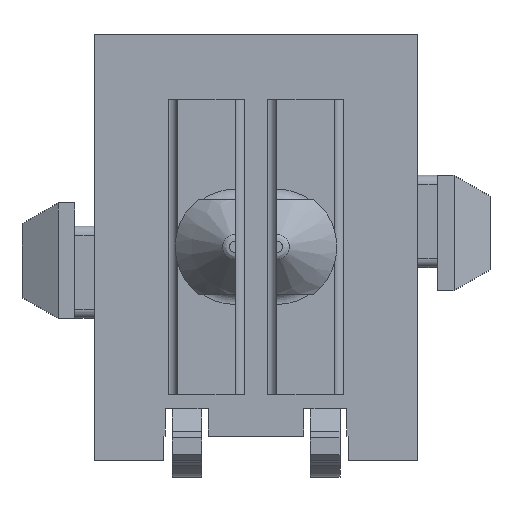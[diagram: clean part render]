
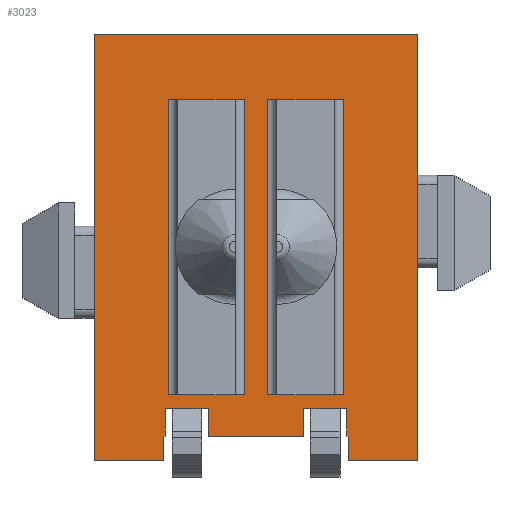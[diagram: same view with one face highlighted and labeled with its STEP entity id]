
A CAD part, front view. The second image highlights one B-rep face of the part: STEP entity #3023.
In plain terms, the highlighted planar face has unit normal (0, -1, 0).
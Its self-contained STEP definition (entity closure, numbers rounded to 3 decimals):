
#76=DIRECTION('',(0.,0.,-1.));
#77=VECTOR('',#76,9.24);
#78=CARTESIAN_POINT('',(-3.5,-1.93,0.));
#79=LINE('',#78,#77);
#409=DIRECTION('',(1.,0.,0.));
#410=VECTOR('',#409,1.65);
#411=CARTESIAN_POINT('',(-1.9,-1.93,-7.8));
#412=LINE('',#411,#410);
#413=DIRECTION('',(0.,0.,1.));
#414=VECTOR('',#413,6.4);
#415=CARTESIAN_POINT('',(-0.25,-1.93,-7.8));
#416=LINE('',#415,#414);
#417=DIRECTION('',(1.,0.,0.));
#418=VECTOR('',#417,1.65);
#419=CARTESIAN_POINT('',(-1.9,-1.93,-1.4));
#420=LINE('',#419,#418);
#421=DIRECTION('',(0.,0.,1.));
#422=VECTOR('',#421,6.4);
#423=CARTESIAN_POINT('',(-1.9,-1.93,-7.8));
#424=LINE('',#423,#422);
#425=DIRECTION('',(1.,0.,0.));
#426=VECTOR('',#425,1.65);
#427=CARTESIAN_POINT('',(0.25,-1.93,-7.8));
#428=LINE('',#427,#426);
#429=DIRECTION('',(0.,0.,1.));
#430=VECTOR('',#429,6.4);
#431=CARTESIAN_POINT('',(1.9,-1.93,-7.8));
#432=LINE('',#431,#430);
#433=DIRECTION('',(1.,0.,0.));
#434=VECTOR('',#433,1.65);
#435=CARTESIAN_POINT('',(0.25,-1.93,-1.4));
#436=LINE('',#435,#434);
#437=DIRECTION('',(0.,0.,1.));
#438=VECTOR('',#437,6.4);
#439=CARTESIAN_POINT('',(0.25,-1.93,-7.8));
#440=LINE('',#439,#438);
#441=DIRECTION('',(0.,0.,1.));
#442=VECTOR('',#441,0.59);
#443=CARTESIAN_POINT('',(-1.965,-1.93,-8.7));
#444=LINE('',#443,#442);
#445=DIRECTION('',(1.,0.,0.));
#446=VECTOR('',#445,0.039);
#447=CARTESIAN_POINT('',(-2.004,-1.93,-8.7));
#448=LINE('',#447,#446);
#449=DIRECTION('',(0.,0.,1.));
#450=VECTOR('',#449,0.54);
#451=CARTESIAN_POINT('',(-2.004,-1.93,-9.24));
#452=LINE('',#451,#450);
#453=DIRECTION('',(1.,0.,0.));
#454=VECTOR('',#453,7.);
#455=CARTESIAN_POINT('',(-3.5,-1.93,0.));
#456=LINE('',#455,#454);
#457=DIRECTION('',(0.,0.,1.));
#458=VECTOR('',#457,0.54);
#459=CARTESIAN_POINT('',(2.004,-1.93,-9.24));
#460=LINE('',#459,#458);
#461=DIRECTION('',(1.,0.,0.));
#462=VECTOR('',#461,0.039);
#463=CARTESIAN_POINT('',(1.965,-1.93,-8.7));
#464=LINE('',#463,#462);
#465=DIRECTION('',(0.,0.,-1.));
#466=VECTOR('',#465,0.59);
#467=CARTESIAN_POINT('',(1.965,-1.93,-8.11));
#468=LINE('',#467,#466);
#469=DIRECTION('',(1.,0.,0.));
#470=VECTOR('',#469,0.93);
#471=CARTESIAN_POINT('',(1.035,-1.93,-8.11));
#472=LINE('',#471,#470);
#473=DIRECTION('',(0.,0.,1.));
#474=VECTOR('',#473,0.59);
#475=CARTESIAN_POINT('',(1.035,-1.93,-8.7));
#476=LINE('',#475,#474);
#477=DIRECTION('',(1.,0.,0.));
#478=VECTOR('',#477,2.07);
#479=CARTESIAN_POINT('',(-1.035,-1.93,-8.7));
#480=LINE('',#479,#478);
#481=DIRECTION('',(0.,0.,-1.));
#482=VECTOR('',#481,0.59);
#483=CARTESIAN_POINT('',(-1.035,-1.93,-8.11));
#484=LINE('',#483,#482);
#485=DIRECTION('',(1.,0.,0.));
#486=VECTOR('',#485,0.93);
#487=CARTESIAN_POINT('',(-1.965,-1.93,-8.11));
#488=LINE('',#487,#486);
#981=DIRECTION('',(1.,0.,0.));
#982=VECTOR('',#981,1.496);
#983=CARTESIAN_POINT('',(-3.5,-1.93,-9.24));
#984=LINE('',#983,#982);
#989=DIRECTION('',(1.,0.,0.));
#990=VECTOR('',#989,1.496);
#991=CARTESIAN_POINT('',(2.004,-1.93,-9.24));
#992=LINE('',#991,#990);
#1211=DIRECTION('',(0.,0.,-1.));
#1212=VECTOR('',#1211,9.24);
#1213=CARTESIAN_POINT('',(3.5,-1.93,0.));
#1214=LINE('',#1213,#1212);
#2011=CARTESIAN_POINT('',(-3.5,-1.93,0.));
#2013=VERTEX_POINT('',#2011);
#2014=CARTESIAN_POINT('',(-3.5,-1.93,-9.24));
#2015=VERTEX_POINT('',#2014);
#2027=CARTESIAN_POINT('',(3.5,-1.93,0.));
#2029=VERTEX_POINT('',#2027);
#2030=CARTESIAN_POINT('',(3.5,-1.93,-9.24));
#2031=VERTEX_POINT('',#2030);
#2054=CARTESIAN_POINT('',(-2.004,-1.93,-9.24));
#2055=CARTESIAN_POINT('',(-2.004,-1.93,-8.7));
#2056=VERTEX_POINT('',#2054);
#2057=VERTEX_POINT('',#2055);
#2058=CARTESIAN_POINT('',(2.004,-1.93,-9.24));
#2059=CARTESIAN_POINT('',(2.004,-1.93,-8.7));
#2060=VERTEX_POINT('',#2058);
#2061=VERTEX_POINT('',#2059);
#2134=CARTESIAN_POINT('',(-1.9,-1.93,-7.8));
#2135=CARTESIAN_POINT('',(-0.25,-1.93,-7.8));
#2136=VERTEX_POINT('',#2134);
#2137=VERTEX_POINT('',#2135);
#2138=CARTESIAN_POINT('',(0.25,-1.93,-7.8));
#2139=CARTESIAN_POINT('',(1.9,-1.93,-7.8));
#2140=VERTEX_POINT('',#2138);
#2141=VERTEX_POINT('',#2139);
#2142=CARTESIAN_POINT('',(-1.9,-1.93,-1.4));
#2143=CARTESIAN_POINT('',(-0.25,-1.93,-1.4));
#2144=VERTEX_POINT('',#2142);
#2145=VERTEX_POINT('',#2143);
#2146=CARTESIAN_POINT('',(0.25,-1.93,-1.4));
#2147=CARTESIAN_POINT('',(1.9,-1.93,-1.4));
#2148=VERTEX_POINT('',#2146);
#2149=VERTEX_POINT('',#2147);
#2178=CARTESIAN_POINT('',(1.035,-1.93,-8.7));
#2179=CARTESIAN_POINT('',(1.035,-1.93,-8.11));
#2180=VERTEX_POINT('',#2178);
#2181=VERTEX_POINT('',#2179);
#2182=CARTESIAN_POINT('',(1.965,-1.93,-8.11));
#2183=VERTEX_POINT('',#2182);
#2184=CARTESIAN_POINT('',(1.965,-1.93,-8.7));
#2185=VERTEX_POINT('',#2184);
#2404=CARTESIAN_POINT('',(-1.965,-1.93,-8.7));
#2405=CARTESIAN_POINT('',(-1.965,-1.93,-8.11));
#2406=VERTEX_POINT('',#2404);
#2407=VERTEX_POINT('',#2405);
#2408=CARTESIAN_POINT('',(-1.035,-1.93,-8.11));
#2409=VERTEX_POINT('',#2408);
#2410=CARTESIAN_POINT('',(-1.035,-1.93,-8.7));
#2411=VERTEX_POINT('',#2410);
#2969=CARTESIAN_POINT('',(-3.5,-1.93,0.));
#2970=DIRECTION('',(0.,-1.,0.));
#2971=DIRECTION('',(0.,0.,-1.));
#2972=AXIS2_PLACEMENT_3D('',#2969,#2970,#2971);
#2973=PLANE('',#2972);
#2975=ORIENTED_EDGE('',*,*,#2974,.F.);
#2977=ORIENTED_EDGE('',*,*,#2976,.F.);
#2979=ORIENTED_EDGE('',*,*,#2978,.F.);
#2981=ORIENTED_EDGE('',*,*,#2980,.F.);
#2982=ORIENTED_EDGE('',*,*,#2611,.F.);
#2983=ORIENTED_EDGE('',*,*,#2657,.T.);
#2985=ORIENTED_EDGE('',*,*,#2984,.T.);
#2987=ORIENTED_EDGE('',*,*,#2986,.F.);
#2989=ORIENTED_EDGE('',*,*,#2988,.T.);
#2991=ORIENTED_EDGE('',*,*,#2990,.F.);
#2992=ORIENTED_EDGE('',*,*,#2945,.F.);
#2993=ORIENTED_EDGE('',*,*,#2850,.F.);
#2995=ORIENTED_EDGE('',*,*,#2994,.F.);
#2997=ORIENTED_EDGE('',*,*,#2996,.F.);
#2999=ORIENTED_EDGE('',*,*,#2998,.F.);
#3000=ORIENTED_EDGE('',*,*,#2842,.F.);
#3001=EDGE_LOOP('',(#2975,#2977,#2979,#2981,#2982,#2983,#2985,#2987,#2989,#2991,
#2992,#2993,#2995,#2997,#2999,#3000));
#3002=FACE_OUTER_BOUND('',#3001,.F.);
#3004=ORIENTED_EDGE('',*,*,#3003,.T.);
#3006=ORIENTED_EDGE('',*,*,#3005,.T.);
#3008=ORIENTED_EDGE('',*,*,#3007,.F.);
#3010=ORIENTED_EDGE('',*,*,#3009,.F.);
#3011=EDGE_LOOP('',(#3004,#3006,#3008,#3010));
#3012=FACE_BOUND('',#3011,.F.);
#3014=ORIENTED_EDGE('',*,*,#3013,.T.);
#3016=ORIENTED_EDGE('',*,*,#3015,.T.);
#3018=ORIENTED_EDGE('',*,*,#3017,.F.);
#3020=ORIENTED_EDGE('',*,*,#3019,.F.);
#3021=EDGE_LOOP('',(#3014,#3016,#3018,#3020));
#3022=FACE_BOUND('',#3021,.F.);
#3023=ADVANCED_FACE('',(#3002,#3012,#3022),#2973,.T.);
#2611=EDGE_CURVE('',#2013,#2015,#79,.T.);
#2657=EDGE_CURVE('',#2013,#2029,#456,.T.);
#2842=EDGE_CURVE('',#2407,#2409,#488,.T.);
#2850=EDGE_CURVE('',#2181,#2183,#472,.T.);
#2945=EDGE_CURVE('',#2183,#2185,#468,.T.);
#2974=EDGE_CURVE('',#2406,#2407,#444,.T.);
#2976=EDGE_CURVE('',#2057,#2406,#448,.T.);
#2978=EDGE_CURVE('',#2056,#2057,#452,.T.);
#2980=EDGE_CURVE('',#2015,#2056,#984,.T.);
#2984=EDGE_CURVE('',#2029,#2031,#1214,.T.);
#2986=EDGE_CURVE('',#2060,#2031,#992,.T.);
#2988=EDGE_CURVE('',#2060,#2061,#460,.T.);
#2990=EDGE_CURVE('',#2185,#2061,#464,.T.);
#2994=EDGE_CURVE('',#2180,#2181,#476,.T.);
#2996=EDGE_CURVE('',#2411,#2180,#480,.T.);
#2998=EDGE_CURVE('',#2409,#2411,#484,.T.);
#3003=EDGE_CURVE('',#2136,#2137,#412,.T.);
#3005=EDGE_CURVE('',#2137,#2145,#416,.T.);
#3007=EDGE_CURVE('',#2144,#2145,#420,.T.);
#3009=EDGE_CURVE('',#2136,#2144,#424,.T.);
#3013=EDGE_CURVE('',#2140,#2141,#428,.T.);
#3015=EDGE_CURVE('',#2141,#2149,#432,.T.);
#3017=EDGE_CURVE('',#2148,#2149,#436,.T.);
#3019=EDGE_CURVE('',#2140,#2148,#440,.T.);
